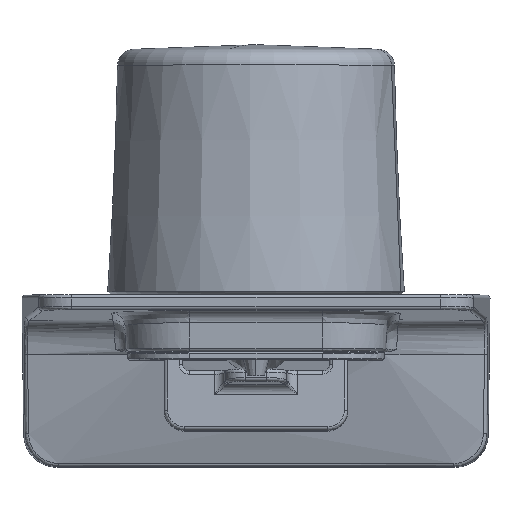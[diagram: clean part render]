
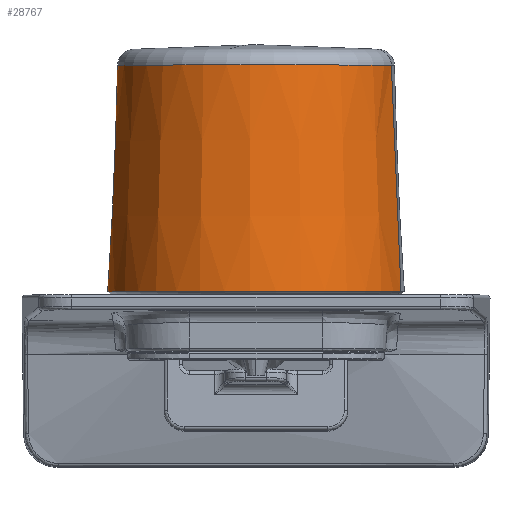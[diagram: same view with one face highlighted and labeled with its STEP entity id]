
A CAD part, top view. The second image highlights one B-rep face of the part: STEP entity #28767.
In plain terms, the highlighted conical face has half-angle 2.5 degrees and reference radius 41.537 mm.
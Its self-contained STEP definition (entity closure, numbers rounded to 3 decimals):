
#547 = ORIENTED_EDGE ( 'NONE', *, *, #3309, .T. ) ;
#2562 = CIRCLE ( 'NONE', #30783, 44.5 ) ;
#3309 = EDGE_CURVE ( 'NONE', #11828, #30985, #32498, .T. ) ;
#3491 = ORIENTED_EDGE ( 'NONE', *, *, #38618, .F. ) ;
#5326 = CARTESIAN_POINT ( 'NONE',  ( 0., 68.867, -41.537 ) ) ;
#5968 = CARTESIAN_POINT ( 'NONE',  ( 0., 68.867, -41.537 ) ) ;
#6008 = CONICAL_SURFACE ( 'NONE', #15177, 41.537, 0.044 ) ;
#7603 = DIRECTION ( 'NONE',  ( 0., 1., 0. ) ) ;
#9717 = LINE ( 'NONE', #23210, #41639 ) ;
#9891 = DIRECTION ( 'NONE',  ( 0., -1., 0. ) ) ;
#11828 = VERTEX_POINT ( 'NONE', #5968 ) ;
#12397 = DIRECTION ( 'NONE',  ( 0., -0.999, -0.044 ) ) ;
#15103 = CARTESIAN_POINT ( 'NONE',  ( 0., 1., 0. ) ) ;
#15177 = AXIS2_PLACEMENT_3D ( 'NONE', #37246, #9891, #23385 ) ;
#15732 = VERTEX_POINT ( 'NONE', #33982 ) ;
#17024 = DIRECTION ( 'NONE',  ( 0., -0.999, 0.044 ) ) ;
#17793 = DIRECTION ( 'NONE',  ( 0., 0., 1. ) ) ;
#21790 = AXIS2_PLACEMENT_3D ( 'NONE', #23519, #36947, #27030 ) ;
#23210 = CARTESIAN_POINT ( 'NONE',  ( 0., 68.867, 41.537 ) ) ;
#23385 = DIRECTION ( 'NONE',  ( 0., 0., -1. ) ) ;
#23519 = CARTESIAN_POINT ( 'NONE',  ( 0., 68.867, 0. ) ) ;
#23821 = FACE_OUTER_BOUND ( 'NONE', #41545, .T. ) ;
#26385 = CARTESIAN_POINT ( 'NONE',  ( 0., 1., 44.5 ) ) ;
#26588 = CARTESIAN_POINT ( 'NONE',  ( 0., 1., -44.5 ) ) ;
#27030 = DIRECTION ( 'NONE',  ( 0., 0., 1. ) ) ;
#27934 = ORIENTED_EDGE ( 'NONE', *, *, #37529, .F. ) ;
#28767 = ADVANCED_FACE ( 'NONE', ( #23821 ), #6008, .T. ) ;
#30783 = AXIS2_PLACEMENT_3D ( 'NONE', #15103, #7603, #17793 ) ;
#30985 = VERTEX_POINT ( 'NONE', #26588 ) ;
#31247 = ORIENTED_EDGE ( 'NONE', *, *, #33009, .T. ) ;
#32498 = LINE ( 'NONE', #5326, #35694 ) ;
#33009 = EDGE_CURVE ( 'NONE', #30985, #36650, #2562, .T. ) ;
#33982 = CARTESIAN_POINT ( 'NONE',  ( 0., 68.867, 41.537 ) ) ;
#35694 = VECTOR ( 'NONE', #12397, 1000. ) ;
#36650 = VERTEX_POINT ( 'NONE', #26385 ) ;
#36947 = DIRECTION ( 'NONE',  ( 0., 1., 0. ) ) ;
#37246 = CARTESIAN_POINT ( 'NONE',  ( 0., 68.867, 0. ) ) ;
#37529 = EDGE_CURVE ( 'NONE', #11828, #15732, #42903, .T. ) ;
#38618 = EDGE_CURVE ( 'NONE', #15732, #36650, #9717, .T. ) ;
#41545 = EDGE_LOOP ( 'NONE', ( #3491, #27934, #547, #31247 ) ) ;
#41639 = VECTOR ( 'NONE', #17024, 1000. ) ;
#42903 = CIRCLE ( 'NONE', #21790, 41.537 ) ;
